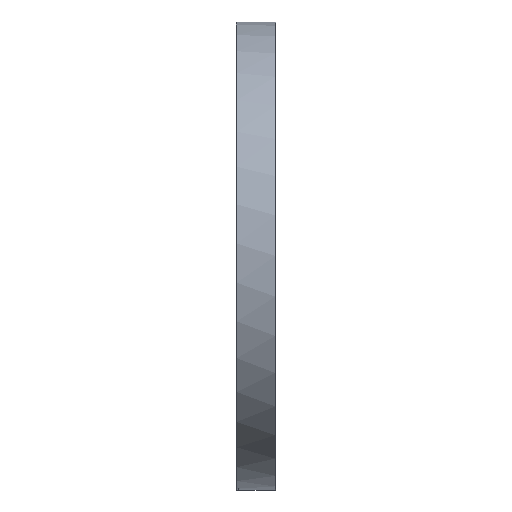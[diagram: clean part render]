
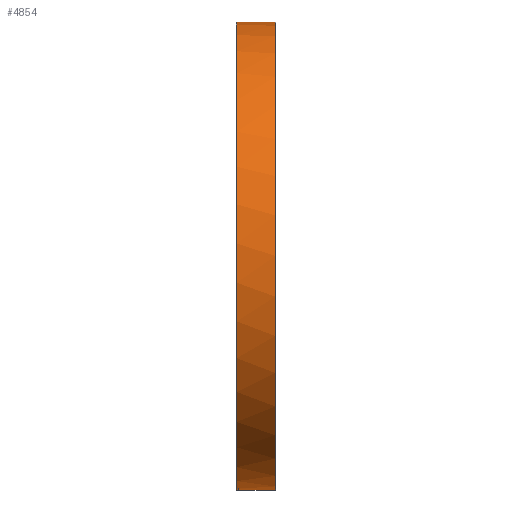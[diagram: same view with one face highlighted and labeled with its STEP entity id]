
A CAD part, left-side view. The second image highlights one B-rep face of the part: STEP entity #4854.
In plain terms, the highlighted cylindrical face has radius 153 mm (diameter 306 mm), a partial arc.
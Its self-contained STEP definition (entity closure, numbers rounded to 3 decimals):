
#52 = AXIS2_PLACEMENT_3D ( 'NONE', #3274, #943, #1525 ) ;
#56 = ORIENTED_EDGE ( 'NONE', *, *, #4141, .F. ) ;
#117 = FACE_OUTER_BOUND ( 'NONE', #4257, .T. ) ;
#134 = EDGE_CURVE ( 'NONE', #2830, #2544, #1978, .T. ) ;
#216 = DIRECTION ( 'NONE',  ( 0., 0., 1. ) ) ;
#264 = EDGE_CURVE ( 'NONE', #1165, #7147, #4187, .T. ) ;
#494 = LINE ( 'NONE', #4631, #6579 ) ;
#554 = DIRECTION ( 'NONE',  ( 0., -1., 0. ) ) ;
#618 = CIRCLE ( 'NONE', #7505, 153. ) ;
#660 = AXIS2_PLACEMENT_3D ( 'NONE', #1270, #5392, #1850 ) ;
#713 = ORIENTED_EDGE ( 'NONE', *, *, #1096, .T. ) ;
#943 = DIRECTION ( 'NONE',  ( 0., -1., 0. ) ) ;
#1096 = EDGE_CURVE ( 'NONE', #7376, #2830, #494, .T. ) ;
#1165 = VERTEX_POINT ( 'NONE', #1770 ) ;
#1184 = ORIENTED_EDGE ( 'NONE', *, *, #264, .F. ) ;
#1270 = CARTESIAN_POINT ( 'NONE',  ( 0., 0.4, 0. ) ) ;
#1525 = DIRECTION ( 'NONE',  ( 0., 0., -1. ) ) ;
#1581 = LINE ( 'NONE', #7057, #4708 ) ;
#1739 = DIRECTION ( 'NONE',  ( 0., 0., -1. ) ) ;
#1770 = CARTESIAN_POINT ( 'NONE',  ( 0., 25.6, 153. ) ) ;
#1774 = CARTESIAN_POINT ( 'NONE',  ( 0., 25.6, 0. ) ) ;
#1790 = DIRECTION ( 'NONE',  ( 0., -1., 0. ) ) ;
#1800 = DIRECTION ( 'NONE',  ( 0., 0., -1. ) ) ;
#1850 = DIRECTION ( 'NONE',  ( 0., 0., 1. ) ) ;
#1903 = VERTEX_POINT ( 'NONE', #5344 ) ;
#1908 = CARTESIAN_POINT ( 'NONE',  ( 0., 0., 153. ) ) ;
#1978 = CIRCLE ( 'NONE', #4074, 153. ) ;
#2001 = ORIENTED_EDGE ( 'NONE', *, *, #6831, .T. ) ;
#2297 = EDGE_CURVE ( 'NONE', #1165, #1903, #618, .T. ) ;
#2364 = ORIENTED_EDGE ( 'NONE', *, *, #2297, .T. ) ;
#2502 = DIRECTION ( 'NONE',  ( 0., -1., 0. ) ) ;
#2538 = ORIENTED_EDGE ( 'NONE', *, *, #5677, .T. ) ;
#2544 = VERTEX_POINT ( 'NONE', #6162 ) ;
#2830 = VERTEX_POINT ( 'NONE', #5428 ) ;
#2895 = ORIENTED_EDGE ( 'NONE', *, *, #6031, .T. ) ;
#2925 = VECTOR ( 'NONE', #7480, 1000. ) ;
#3274 = CARTESIAN_POINT ( 'NONE',  ( 0., 0., 0. ) ) ;
#3290 = ORIENTED_EDGE ( 'NONE', *, *, #134, .T. ) ;
#3341 = CIRCLE ( 'NONE', #660, 153. ) ;
#3743 = CIRCLE ( 'NONE', #5686, 153. ) ;
#3753 = DIRECTION ( 'NONE',  ( 0., 1., 0. ) ) ;
#3956 = CARTESIAN_POINT ( 'NONE',  ( -16.489, 0., -152.109 ) ) ;
#4070 = CARTESIAN_POINT ( 'NONE',  ( -13.503, 24.7, -152.403 ) ) ;
#4074 = AXIS2_PLACEMENT_3D ( 'NONE', #5857, #7544, #1739 ) ;
#4141 = EDGE_CURVE ( 'NONE', #7376, #5781, #3743, .T. ) ;
#4187 = LINE ( 'NONE', #1908, #5761 ) ;
#4257 = EDGE_LOOP ( 'NONE', ( #1184, #2364, #2001, #56, #713, #3290, #2895, #2538 ) ) ;
#4465 = CYLINDRICAL_SURFACE ( 'NONE', #52, 153. ) ;
#4631 = CARTESIAN_POINT ( 'NONE',  ( -13.503, 0., -152.403 ) ) ;
#4708 = VECTOR ( 'NONE', #554, 1000. ) ;
#4854 = ADVANCED_FACE ( 'NONE', ( #117 ), #4465, .T. ) ;
#5227 = DIRECTION ( 'NONE',  ( 0., 1., 0. ) ) ;
#5344 = CARTESIAN_POINT ( 'NONE',  ( -16.489, 25.6, -152.109 ) ) ;
#5392 = DIRECTION ( 'NONE',  ( 0., 1., 0. ) ) ;
#5428 = CARTESIAN_POINT ( 'NONE',  ( -13.503, 25.6, -152.403 ) ) ;
#5677 = EDGE_CURVE ( 'NONE', #7038, #7147, #3341, .T. ) ;
#5686 = AXIS2_PLACEMENT_3D ( 'NONE', #7290, #3753, #216 ) ;
#5761 = VECTOR ( 'NONE', #2502, 1000. ) ;
#5781 = VERTEX_POINT ( 'NONE', #6034 ) ;
#5857 = CARTESIAN_POINT ( 'NONE',  ( 0., 25.6, 0. ) ) ;
#6031 = EDGE_CURVE ( 'NONE', #2544, #7038, #1581, .T. ) ;
#6034 = CARTESIAN_POINT ( 'NONE',  ( -16.489, 24.7, -152.109 ) ) ;
#6162 = CARTESIAN_POINT ( 'NONE',  ( 0., 25.6, -153. ) ) ;
#6579 = VECTOR ( 'NONE', #5227, 1000. ) ;
#6831 = EDGE_CURVE ( 'NONE', #1903, #5781, #7463, .T. ) ;
#7038 = VERTEX_POINT ( 'NONE', #7226 ) ;
#7057 = CARTESIAN_POINT ( 'NONE',  ( 0., 0., -153. ) ) ;
#7147 = VERTEX_POINT ( 'NONE', #7305 ) ;
#7226 = CARTESIAN_POINT ( 'NONE',  ( 0., 0.4, -153. ) ) ;
#7290 = CARTESIAN_POINT ( 'NONE',  ( 0., 24.7, 0. ) ) ;
#7305 = CARTESIAN_POINT ( 'NONE',  ( 0., 0.4, 153. ) ) ;
#7376 = VERTEX_POINT ( 'NONE', #4070 ) ;
#7463 = LINE ( 'NONE', #3956, #2925 ) ;
#7480 = DIRECTION ( 'NONE',  ( 0., -1., 0. ) ) ;
#7505 = AXIS2_PLACEMENT_3D ( 'NONE', #1774, #1790, #1800 ) ;
#7544 = DIRECTION ( 'NONE',  ( 0., -1., 0. ) ) ;
